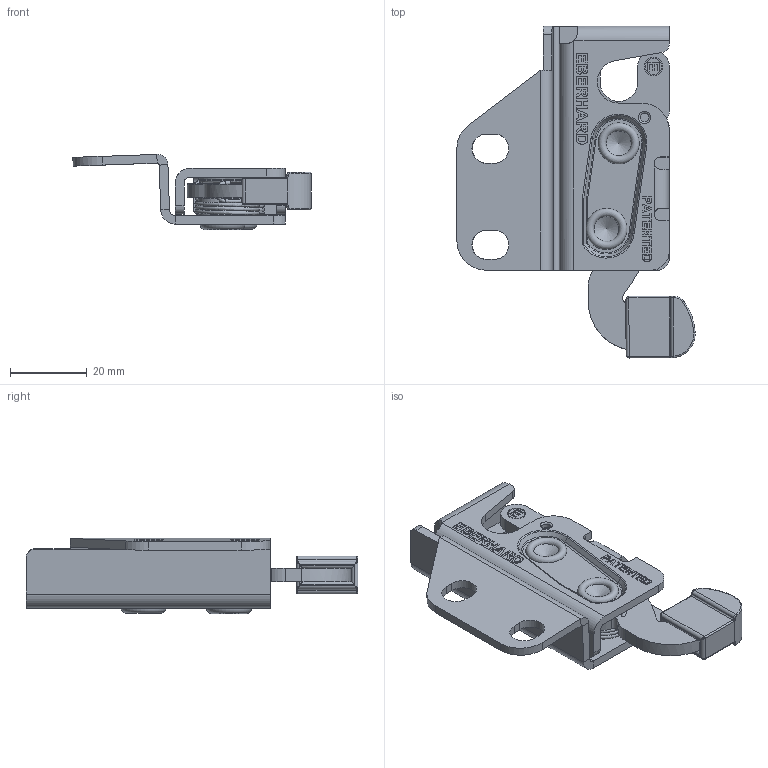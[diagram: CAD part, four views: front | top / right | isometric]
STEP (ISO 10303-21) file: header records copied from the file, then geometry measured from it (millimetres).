
FILE_DESCRIPTION(/* description */ ('SINGLE STAGE MINI-ROTARY LOCK ASSEMBLY WITH M6 MOUNTING THREADS'),/* implementation_level */ '2;1');
FILE_NAME(/* name */ '88-231-R.stp',/* time_stamp */ '2022-01-31T10:25:57-05:00',/* author */ ('RBernot'),/* organization */ (''),/* preprocessor_version */ 'ST-DEVELOPER v18.1',/* originating_system */ 'Autodesk Inventor 2020',/* authorisation */ '');
FILE_SCHEMA (('AUTOMOTIVE_DESIGN { 1 0 10303 214 3 1 1 }'));
Length unit declared in the file: inch
Products named in the file (2): 88-231-R; 88-231-R_Substitute_1
Assembly tree (1 placements, depth 2):
  88-231-R
    88-231-R_Substitute_1
Bounding box: 61.96 x 86.31 x 19.54 mm (x, y, z)
Volume: 20860.8 mm3; surface area: 18984.8 mm2
Topology: 1 solids, 1 shells, 584 faces, 1586 edges, 1035 vertices
Faces by surface type: plane 341, cylinder 130, bspline 71, torus 36, cone 6
Full cylindrical faces by diameter (mm): 1.016 x1, 2.337 x1, 3.175 x1, 4.318 x2, 4.826 x2, 8.484 x2, 8.585 x1, 11.112 x2, 11.367 x2, 12.7 x2
Entity records: 21933 total; most frequent: CARTESIAN_POINT 6722, ORIENTED_EDGE 3166, DIRECTION 2791, EDGE_CURVE 1583, LINE 1037, VECTOR 1037, VERTEX_POINT 1035, AXIS2_PLACEMENT_3D 877
